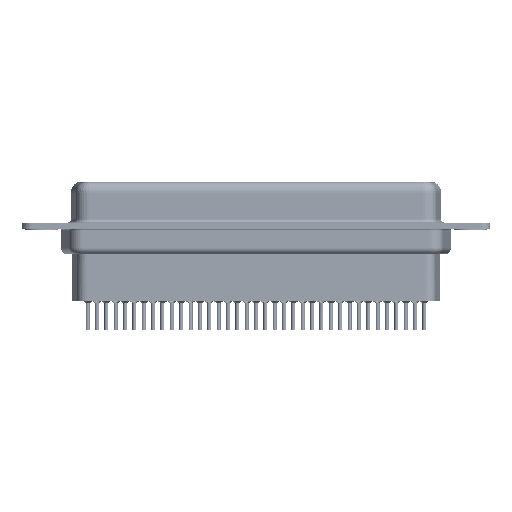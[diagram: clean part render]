
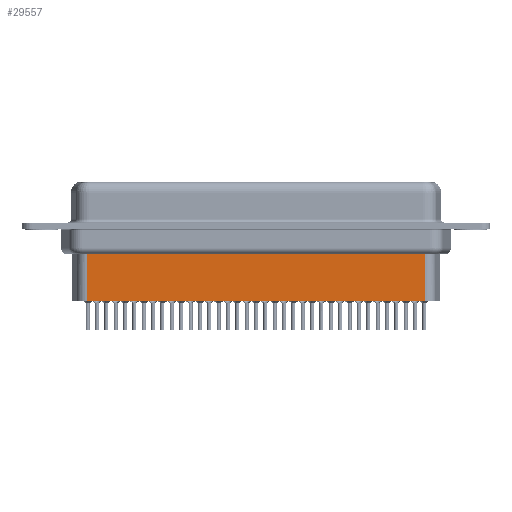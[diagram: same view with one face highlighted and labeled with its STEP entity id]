
A CAD part, front view. The second image highlights one B-rep face of the part: STEP entity #29557.
In plain terms, the highlighted planar face has unit normal (0, -1, 0).
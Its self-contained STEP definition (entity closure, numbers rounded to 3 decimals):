
#705 = VECTOR ( 'NONE', #13301, 1000. ) ;
#3499 = EDGE_CURVE ( 'NONE', #7712, #4219, #27678, .T. ) ;
#3726 = CARTESIAN_POINT ( 'NONE',  ( 6.706, -3.5, -4.097 ) ) ;
#4219 = VERTEX_POINT ( 'NONE', #3726 ) ;
#4826 = FACE_OUTER_BOUND ( 'NONE', #29154, .T. ) ;
#4827 = LINE ( 'NONE', #14521, #27901 ) ;
#5403 = VERTEX_POINT ( 'NONE', #9547 ) ;
#6598 = CARTESIAN_POINT ( 'NONE',  ( 56.794, -3.5, -4.097 ) ) ;
#7340 = DIRECTION ( 'NONE',  ( 0., 0., -1. ) ) ;
#7610 = CARTESIAN_POINT ( 'NONE',  ( 6.706, -3.5, -11.15 ) ) ;
#7712 = VERTEX_POINT ( 'NONE', #6598 ) ;
#7950 = ORIENTED_EDGE ( 'NONE', *, *, #20114, .F. ) ;
#8100 = ORIENTED_EDGE ( 'NONE', *, *, #3499, .T. ) ;
#9430 = AXIS2_PLACEMENT_3D ( 'NONE', #26218, #19505, #21677 ) ;
#9547 = CARTESIAN_POINT ( 'NONE',  ( 56.794, -3.5, -11.15 ) ) ;
#10512 = CARTESIAN_POINT ( 'NONE',  ( 6.459, -3.5, -4.097 ) ) ;
#13301 = DIRECTION ( 'NONE',  ( -1., 0., 0. ) ) ;
#14315 = DIRECTION ( 'NONE',  ( -1., 0., 0. ) ) ;
#14361 = PLANE ( 'NONE',  #9430 ) ;
#14521 = CARTESIAN_POINT ( 'NONE',  ( 6.706, -3.5, -3.1 ) ) ;
#15102 = CARTESIAN_POINT ( 'NONE',  ( 6.706, -3.5, -11.15 ) ) ;
#15290 = CARTESIAN_POINT ( 'NONE',  ( 56.794, -3.5, -3.1 ) ) ;
#16261 = VECTOR ( 'NONE', #14315, 1000. ) ;
#17535 = EDGE_CURVE ( 'NONE', #7712, #5403, #22299, .T. ) ;
#19505 = DIRECTION ( 'NONE',  ( 0., -1., 0. ) ) ;
#20114 = EDGE_CURVE ( 'NONE', #5403, #30083, #23823, .T. ) ;
#21677 = DIRECTION ( 'NONE',  ( 1., 0., 0. ) ) ;
#21678 = VECTOR ( 'NONE', #24798, 1000. ) ;
#22299 = LINE ( 'NONE', #15290, #21678 ) ;
#22579 = EDGE_CURVE ( 'NONE', #4219, #30083, #4827, .T. ) ;
#23823 = LINE ( 'NONE', #7610, #16261 ) ;
#24798 = DIRECTION ( 'NONE',  ( 0., 0., -1. ) ) ;
#25720 = ORIENTED_EDGE ( 'NONE', *, *, #22579, .T. ) ;
#26218 = CARTESIAN_POINT ( 'NONE',  ( 6.706, -3.5, -3.1 ) ) ;
#27678 = LINE ( 'NONE', #10512, #705 ) ;
#27685 = ORIENTED_EDGE ( 'NONE', *, *, #17535, .F. ) ;
#27901 = VECTOR ( 'NONE', #7340, 1000. ) ;
#29154 = EDGE_LOOP ( 'NONE', ( #27685, #8100, #25720, #7950 ) ) ;
#29557 = ADVANCED_FACE ( 'NONE', ( #4826 ), #14361, .T. ) ;
#30083 = VERTEX_POINT ( 'NONE', #15102 ) ;
